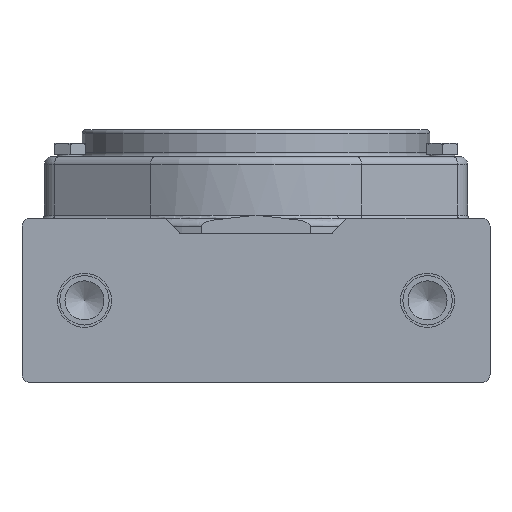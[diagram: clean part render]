
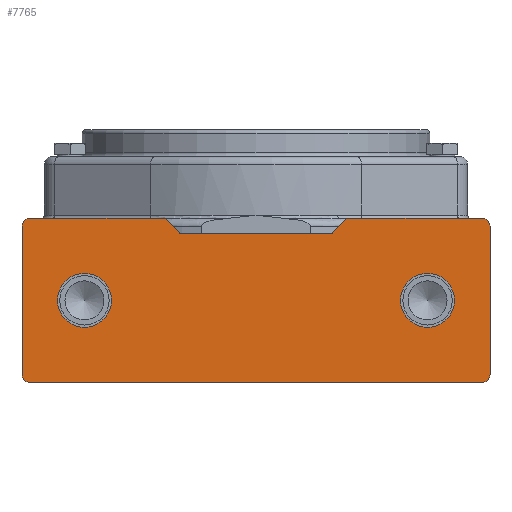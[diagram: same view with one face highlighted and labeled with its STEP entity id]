
A CAD part, front view. The second image highlights one B-rep face of the part: STEP entity #7765.
In plain terms, the highlighted planar face has unit normal (0, -1, 0).
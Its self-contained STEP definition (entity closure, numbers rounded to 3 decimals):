
#969=LINE($,#14150,#1323);
#972=LINE($,#14158,#1326);
#983=LINE($,#14240,#1337);
#986=LINE($,#14259,#1340);
#992=LINE($,#14274,#1346);
#993=LINE($,#14288,#1347);
#994=LINE($,#14290,#1348);
#995=LINE($,#14292,#1349);
#1323=VECTOR($,#10852,5.73);
#1326=VECTOR($,#10859,5.73);
#1337=VECTOR($,#10906,35.114);
#1340=VECTOR($,#10925,38.5);
#1346=VECTOR($,#10939,38.5);
#1347=VECTOR($,#10962,117.283);
#1348=VECTOR($,#10965,38.848);
#1349=VECTOR($,#10966,35.114);
#1519=PLANE($,#8723);
#1715=FACE_BOUND($,#2933,.T.);
#1716=FACE_BOUND($,#2934,.T.);
#2305=FACE_OUTER_BOUND($,#2932,.T.);
#2932=EDGE_LOOP($,(#7137,#7138,#7139,#7140,#7141,#7142,#7143,#7144,#7145,
#7146,#7147,#7148));
#2933=EDGE_LOOP($,(#7149));
#2934=EDGE_LOOP($,(#7150));
#3433=CIRCLE($,#8705,7.);
#3435=CIRCLE($,#8708,7.);
#3442=CIRCLE($,#8722,2.);
#3443=CIRCLE($,#8724,2.);
#3444=CIRCLE($,#8725,2.);
#3445=CIRCLE($,#8726,2.);
#4107=VERTEX_POINT($,#14147);
#4108=VERTEX_POINT($,#14149);
#4110=VERTEX_POINT($,#14155);
#4111=VERTEX_POINT($,#14157);
#4124=VERTEX_POINT($,#14239);
#4127=VERTEX_POINT($,#14247);
#4129=VERTEX_POINT($,#14252);
#4130=VERTEX_POINT($,#14255);
#4132=VERTEX_POINT($,#14258);
#4135=VERTEX_POINT($,#14268);
#4137=VERTEX_POINT($,#14272);
#4138=VERTEX_POINT($,#14285);
#4139=VERTEX_POINT($,#14287);
#4140=VERTEX_POINT($,#14291);
#5091=EDGE_CURVE($,#4107,#4108,#969,.T.);
#5095=EDGE_CURVE($,#4110,#4111,#972,.T.);
#5117=EDGE_CURVE($,#4108,#4124,#983,.T.);
#5121=EDGE_CURVE($,#4127,#4127,#3433,.T.);
#5123=EDGE_CURVE($,#4129,#4129,#3435,.T.);
#5125=EDGE_CURVE($,#4132,#4130,#986,.T.);
#5133=EDGE_CURVE($,#4135,#4137,#992,.T.);
#5138=EDGE_CURVE($,#4124,#4137,#3442,.T.);
#5139=EDGE_CURVE($,#4138,#4130,#3443,.T.);
#5140=EDGE_CURVE($,#4138,#4139,#993,.T.);
#5141=EDGE_CURVE($,#4135,#4139,#3444,.T.);
#5142=EDGE_CURVE($,#4107,#4111,#994,.T.);
#5143=EDGE_CURVE($,#4140,#4110,#995,.T.);
#5144=EDGE_CURVE($,#4132,#4140,#3445,.T.);
#7137=ORIENTED_EDGE($,*,*,#5139,.F.);
#7138=ORIENTED_EDGE($,*,*,#5140,.T.);
#7139=ORIENTED_EDGE($,*,*,#5141,.F.);
#7140=ORIENTED_EDGE($,*,*,#5133,.T.);
#7141=ORIENTED_EDGE($,*,*,#5138,.F.);
#7142=ORIENTED_EDGE($,*,*,#5117,.F.);
#7143=ORIENTED_EDGE($,*,*,#5091,.F.);
#7144=ORIENTED_EDGE($,*,*,#5142,.T.);
#7145=ORIENTED_EDGE($,*,*,#5095,.F.);
#7146=ORIENTED_EDGE($,*,*,#5143,.F.);
#7147=ORIENTED_EDGE($,*,*,#5144,.F.);
#7148=ORIENTED_EDGE($,*,*,#5125,.T.);
#7149=ORIENTED_EDGE($,*,*,#5123,.T.);
#7150=ORIENTED_EDGE($,*,*,#5121,.T.);
#7765=ADVANCED_FACE($,(#2305,#1715,#1716),#1519,.T.);
#8705=AXIS2_PLACEMENT_3D($,#14248,#10914,#10915);
#8708=AXIS2_PLACEMENT_3D($,#14253,#10920,#10921);
#8722=AXIS2_PLACEMENT_3D($,#14283,#10956,#10957);
#8723=AXIS2_PLACEMENT_3D($,#14284,#10958,#10959);
#8724=AXIS2_PLACEMENT_3D($,#14286,#10960,#10961);
#8725=AXIS2_PLACEMENT_3D($,#14289,#10963,#10964);
#8726=AXIS2_PLACEMENT_3D($,#14293,#10967,#10968);
#10852=DIRECTION($,(0.716,0.,0.698));
#10859=DIRECTION($,(0.716,0.,-0.698));
#10906=DIRECTION($,(1.,0.,0.));
#10914=DIRECTION('center_axis',(0.,1.,0.));
#10915=DIRECTION('ref_axis',(1.,0.,0.));
#10920=DIRECTION('center_axis',(0.,1.,0.));
#10921=DIRECTION('ref_axis',(1.,0.,0.));
#10925=DIRECTION($,(0.,0.,-1.));
#10939=DIRECTION($,(0.,0.,1.));
#10956=DIRECTION('center_axis',(0.,1.,0.));
#10957=DIRECTION('ref_axis',(0.707,0.,0.707));
#10958=DIRECTION('center_axis',(0.,-1.,0.));
#10959=DIRECTION('ref_axis',(0.,0.,-1.));
#10960=DIRECTION('center_axis',(0.,1.,0.));
#10961=DIRECTION('ref_axis',(-0.707,0.,-0.707));
#10962=DIRECTION($,(1.,0.,0.));
#10963=DIRECTION('center_axis',(0.,1.,0.));
#10964=DIRECTION('ref_axis',(0.707,0.,-0.707));
#10965=DIRECTION($,(-1.,0.,0.));
#10966=DIRECTION($,(1.,0.,0.));
#10967=DIRECTION('center_axis',(0.,1.,0.));
#10968=DIRECTION('ref_axis',(-0.707,0.,0.707));
#14147=CARTESIAN_POINT('',(30.223,-38.17,-73.837));
#14149=CARTESIAN_POINT('',(34.326,-38.17,-69.837));
#14150=CARTESIAN_POINT($,(3.534,-38.17,-99.854));
#14155=CARTESIAN_POINT('',(-12.728,-38.17,-69.837));
#14157=CARTESIAN_POINT('',(-8.624,-38.17,-73.837));
#14158=CARTESIAN_POINT($,(-34.1,-38.17,-49.003));
#14239=CARTESIAN_POINT('',(69.441,-38.17,-69.837));
#14240=CARTESIAN_POINT($,(-81.201,-38.17,-69.837));
#14247=CARTESIAN_POINT('',(-26.651,-38.17,-91.087));
#14248=CARTESIAN_POINT('Origin',(-33.651,-38.17,-91.087));
#14252=CARTESIAN_POINT('',(62.249,-38.17,-91.087));
#14253=CARTESIAN_POINT('Origin',(55.249,-38.17,-91.087));
#14255=CARTESIAN_POINT('',(-49.842,-38.17,-110.337));
#14258=CARTESIAN_POINT('',(-49.842,-38.17,-71.837));
#14259=CARTESIAN_POINT($,(-49.842,-38.17,-91.087));
#14268=CARTESIAN_POINT('',(71.441,-38.17,-110.337));
#14272=CARTESIAN_POINT('',(71.441,-38.17,-71.837));
#14274=CARTESIAN_POINT($,(71.441,-38.17,-91.087));
#14283=CARTESIAN_POINT('Origin',(69.441,-38.17,-71.837));
#14284=CARTESIAN_POINT('Origin',(-81.201,-38.17,-69.837));
#14285=CARTESIAN_POINT('',(-47.842,-38.17,-112.337));
#14286=CARTESIAN_POINT('Origin',(-47.842,-38.17,-110.337));
#14287=CARTESIAN_POINT('',(69.441,-38.17,-112.337));
#14288=CARTESIAN_POINT($,(-81.201,-38.17,-112.337));
#14289=CARTESIAN_POINT('Origin',(69.441,-38.17,-110.337));
#14290=CARTESIAN_POINT($,(-35.201,-38.17,-73.837));
#14291=CARTESIAN_POINT('',(-47.842,-38.17,-69.837));
#14292=CARTESIAN_POINT($,(-81.201,-38.17,-69.837));
#14293=CARTESIAN_POINT('Origin',(-47.842,-38.17,-71.837));
